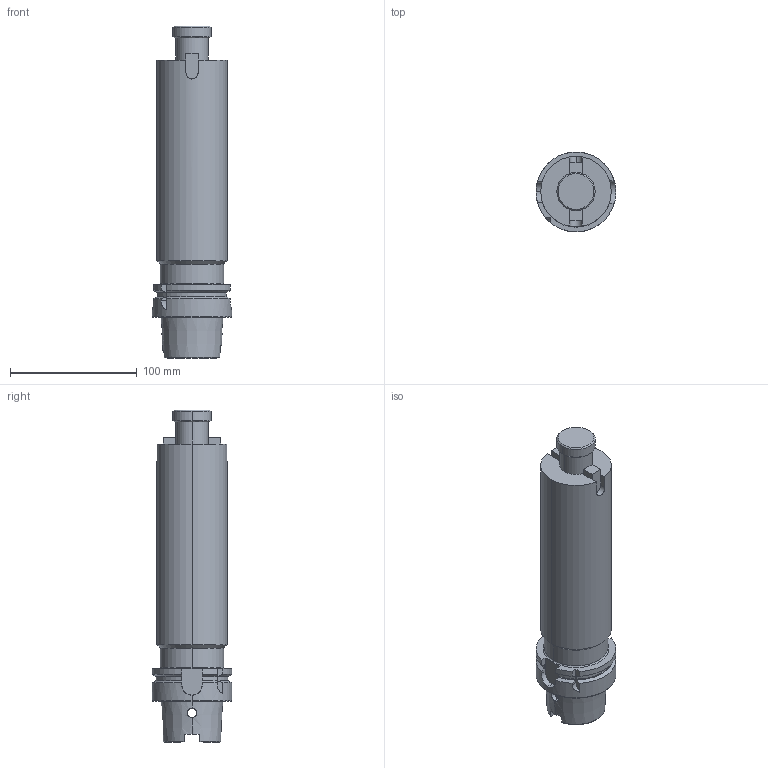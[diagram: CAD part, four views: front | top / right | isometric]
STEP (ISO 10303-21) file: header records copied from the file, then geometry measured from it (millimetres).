
FILE_DESCRIPTION (( 'STEP AP203' ), '1' );
FILE_NAME ('STP-SATE-93520-8.STEP', '2019-08-02T06:30:18', ( '' ), ( '' ), 'SwSTEP 2.0', 'SolidWorks 2017', '' );
FILE_SCHEMA (( 'CONFIG_CONTROL_DESIGN' ));
Length unit declared in the file: millimetre
Products named in the file (1): STP-SATE-93520-8
Bounding box: 63 x 63 x 262.05 mm (x, y, z)
Volume: 521359.5 mm3; surface area: 57072.5 mm2
Topology: 1 solids, 2 shells, 129 faces, 332 edges, 209 vertices
Faces by surface type: plane 46, cylinder 43, torus 22, cone 18
Entity records: 4579 total; most frequent: CARTESIAN_POINT 1391, ORIENTED_EDGE 664, DIRECTION 646, EDGE_CURVE 332, AXIS2_PLACEMENT_3D 252, VERTEX_POINT 209, LINE 142, VECTOR 142
